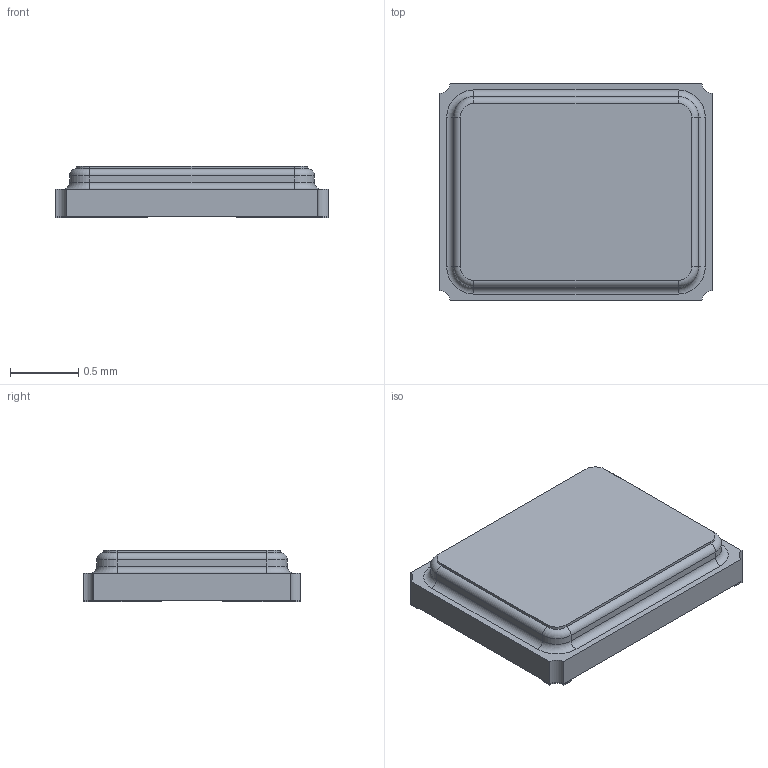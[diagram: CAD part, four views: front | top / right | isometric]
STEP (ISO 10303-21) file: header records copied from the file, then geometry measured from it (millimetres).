
FILE_DESCRIPTION(/* description */ (''),/* implementation_level */ '2;1');
FILE_NAME(/* name */ 'FA-128.step',/* time_stamp */ '2021-10-20T21:25:13+02:00',/* author */ (''),/* organization */ (''),/* preprocessor_version */ 'ST-DEVELOPER v18.1',/* originating_system */ 'Autodesk Translation Framework v10.10.0.1391',/* authorisation */ '');
FILE_SCHEMA (('AUTOMOTIVE_DESIGN { 1 0 10303 214 3 1 1 }'));
Length unit declared in the file: millimetre
Products named in the file (1): FA-128
Bounding box: 2 x 1.6 x 0.38 mm (x, y, z)
Volume: 1.1 mm3; surface area: 11.1 mm2
Topology: 5 solids, 5 shells, 88 faces, 207 edges, 130 vertices
Faces by surface type: plane 48, cylinder 32, torus 8
Entity records: 2594 total; most frequent: DIRECTION 453, CARTESIAN_POINT 426, ORIENTED_EDGE 414, EDGE_CURVE 207, AXIS2_PLACEMENT_3D 157, LINE 139, VECTOR 139, VERTEX_POINT 130
